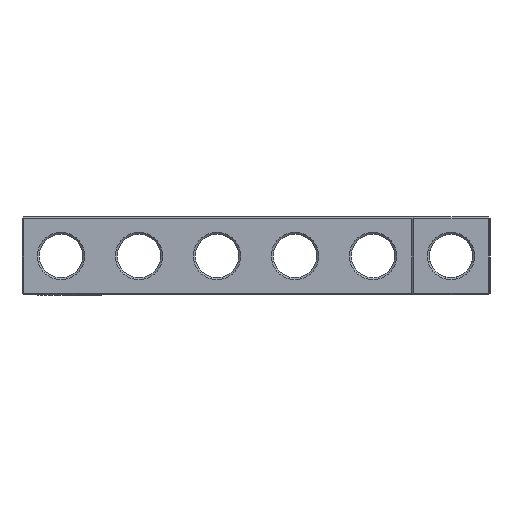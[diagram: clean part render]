
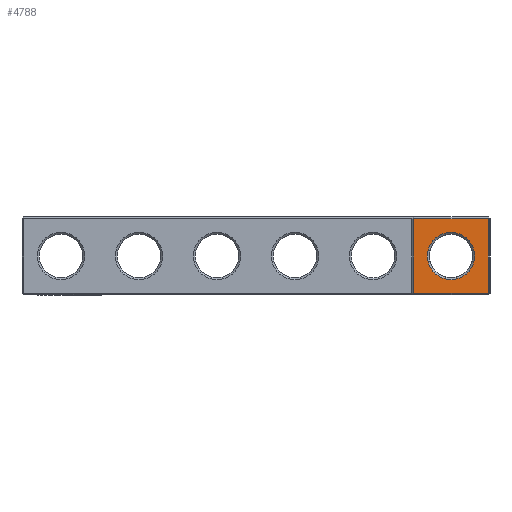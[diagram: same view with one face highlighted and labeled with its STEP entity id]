
A CAD part, left-side view. The second image highlights one B-rep face of the part: STEP entity #4788.
In plain terms, the highlighted planar face has unit normal (-1, 0, 0).
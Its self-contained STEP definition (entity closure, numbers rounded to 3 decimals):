
#361 = PLANE('',#362);
#362 = AXIS2_PLACEMENT_3D('',#363,#364,#365);
#363 = CARTESIAN_POINT('',(-106.1,6.1,0.));
#364 = DIRECTION('',(0.707,-0.707,0.)
  );
#365 = DIRECTION('',(0.,0.,-1.));
#1272 = VERTEX_POINT('',#1273);
#1273 = CARTESIAN_POINT('',(-106.25,5.95,0.3));
#1294 = EDGE_CURVE('',#1272,#1295,#1297,.T.);
#1295 = VERTEX_POINT('',#1296);
#1296 = CARTESIAN_POINT('',(-106.25,5.95,12.2));
#1297 = SURFACE_CURVE('',#1298,(#1302,#1309),.PCURVE_S1.);
#1298 = LINE('',#1299,#1300);
#1299 = CARTESIAN_POINT('',(-106.25,5.95,0.));
#1300 = VECTOR('',#1301,1.);
#1301 = DIRECTION('',(0.,0.,1.));
#1302 = PCURVE('',#361,#1303);
#1303 = DEFINITIONAL_REPRESENTATION('',(#1304),#1308);
#1304 = LINE('',#1305,#1306);
#1305 = CARTESIAN_POINT('',(0.,-0.212));
#1306 = VECTOR('',#1307,1.);
#1307 = DIRECTION('',(-1.,0.));
#1308 = ( GEOMETRIC_REPRESENTATION_CONTEXT(2) 
PARAMETRIC_REPRESENTATION_CONTEXT() REPRESENTATION_CONTEXT('2D SPACE',''
  ) );
#1309 = PCURVE('',#1310,#1315);
#1310 = PLANE('',#1311);
#1311 = AXIS2_PLACEMENT_3D('',#1312,#1313,#1314);
#1312 = CARTESIAN_POINT('',(-106.25,6.25,0.));
#1313 = DIRECTION('',(1.,0.,0.));
#1314 = DIRECTION('',(0.,-1.,0.));
#1315 = DEFINITIONAL_REPRESENTATION('',(#1316),#1320);
#1316 = LINE('',#1317,#1318);
#1317 = CARTESIAN_POINT('',(0.3,0.));
#1318 = VECTOR('',#1319,1.);
#1319 = DIRECTION('',(0.,-1.));
#1320 = ( GEOMETRIC_REPRESENTATION_CONTEXT(2) 
PARAMETRIC_REPRESENTATION_CONTEXT() REPRESENTATION_CONTEXT('2D SPACE',''
  ) );
#1831 = PLANE('',#1832);
#1832 = AXIS2_PLACEMENT_3D('',#1833,#1834,#1835);
#1833 = CARTESIAN_POINT('',(-106.1,6.25,0.15));
#1834 = DIRECTION('',(0.707,0.,0.707)
  );
#1835 = DIRECTION('',(0.,-1.,0.));
#2738 = PLANE('',#2739);
#2739 = AXIS2_PLACEMENT_3D('',#2740,#2741,#2742);
#2740 = CARTESIAN_POINT('',(-106.1,6.25,12.35));
#2741 = DIRECTION('',(-0.707,0.,0.707
    ));
#2742 = DIRECTION('',(0.,-1.,0.));
#4788 = ADVANCED_FACE('',(#4789,#4864),#1310,.F.);
#4789 = FACE_BOUND('',#4790,.F.);
#4790 = EDGE_LOOP('',(#4791,#4821,#4842,#4843));
#4791 = ORIENTED_EDGE('',*,*,#4792,.F.);
#4792 = EDGE_CURVE('',#4793,#4795,#4797,.T.);
#4793 = VERTEX_POINT('',#4794);
#4794 = CARTESIAN_POINT('',(-106.25,-5.95,0.3));
#4795 = VERTEX_POINT('',#4796);
#4796 = CARTESIAN_POINT('',(-106.25,-5.95,12.2));
#4797 = SURFACE_CURVE('',#4798,(#4802,#4809),.PCURVE_S1.);
#4798 = LINE('',#4799,#4800);
#4799 = CARTESIAN_POINT('',(-106.25,-5.95,0.));
#4800 = VECTOR('',#4801,1.);
#4801 = DIRECTION('',(0.,0.,1.));
#4802 = PCURVE('',#1310,#4803);
#4803 = DEFINITIONAL_REPRESENTATION('',(#4804),#4808);
#4804 = LINE('',#4805,#4806);
#4805 = CARTESIAN_POINT('',(12.2,0.));
#4806 = VECTOR('',#4807,1.);
#4807 = DIRECTION('',(0.,-1.));
#4808 = ( GEOMETRIC_REPRESENTATION_CONTEXT(2) 
PARAMETRIC_REPRESENTATION_CONTEXT() REPRESENTATION_CONTEXT('2D SPACE',''
  ) );
#4809 = PCURVE('',#4810,#4815);
#4810 = PLANE('',#4811);
#4811 = AXIS2_PLACEMENT_3D('',#4812,#4813,#4814);
#4812 = CARTESIAN_POINT('',(-106.1,-6.1,0.));
#4813 = DIRECTION('',(-0.707,-0.707,0.
    ));
#4814 = DIRECTION('',(0.,0.,1.));
#4815 = DEFINITIONAL_REPRESENTATION('',(#4816),#4820);
#4816 = LINE('',#4817,#4818);
#4817 = CARTESIAN_POINT('',(0.,0.212));
#4818 = VECTOR('',#4819,1.);
#4819 = DIRECTION('',(1.,0.));
#4820 = ( GEOMETRIC_REPRESENTATION_CONTEXT(2) 
PARAMETRIC_REPRESENTATION_CONTEXT() REPRESENTATION_CONTEXT('2D SPACE',''
  ) );
#4821 = ORIENTED_EDGE('',*,*,#4822,.F.);
#4822 = EDGE_CURVE('',#1272,#4793,#4823,.T.);
#4823 = SURFACE_CURVE('',#4824,(#4828,#4835),.PCURVE_S1.);
#4824 = LINE('',#4825,#4826);
#4825 = CARTESIAN_POINT('',(-106.25,6.25,0.3));
#4826 = VECTOR('',#4827,1.);
#4827 = DIRECTION('',(0.,-1.,0.));
#4828 = PCURVE('',#1310,#4829);
#4829 = DEFINITIONAL_REPRESENTATION('',(#4830),#4834);
#4830 = LINE('',#4831,#4832);
#4831 = CARTESIAN_POINT('',(0.,-0.3));
#4832 = VECTOR('',#4833,1.);
#4833 = DIRECTION('',(1.,0.));
#4834 = ( GEOMETRIC_REPRESENTATION_CONTEXT(2) 
PARAMETRIC_REPRESENTATION_CONTEXT() REPRESENTATION_CONTEXT('2D SPACE',''
  ) );
#4835 = PCURVE('',#1831,#4836);
#4836 = DEFINITIONAL_REPRESENTATION('',(#4837),#4841);
#4837 = LINE('',#4838,#4839);
#4838 = CARTESIAN_POINT('',(0.,-0.212));
#4839 = VECTOR('',#4840,1.);
#4840 = DIRECTION('',(1.,0.));
#4841 = ( GEOMETRIC_REPRESENTATION_CONTEXT(2) 
PARAMETRIC_REPRESENTATION_CONTEXT() REPRESENTATION_CONTEXT('2D SPACE',''
  ) );
#4842 = ORIENTED_EDGE('',*,*,#1294,.T.);
#4843 = ORIENTED_EDGE('',*,*,#4844,.T.);
#4844 = EDGE_CURVE('',#1295,#4795,#4845,.T.);
#4845 = SURFACE_CURVE('',#4846,(#4850,#4857),.PCURVE_S1.);
#4846 = LINE('',#4847,#4848);
#4847 = CARTESIAN_POINT('',(-106.25,6.25,12.2));
#4848 = VECTOR('',#4849,1.);
#4849 = DIRECTION('',(0.,-1.,0.));
#4850 = PCURVE('',#1310,#4851);
#4851 = DEFINITIONAL_REPRESENTATION('',(#4852),#4856);
#4852 = LINE('',#4853,#4854);
#4853 = CARTESIAN_POINT('',(0.,-12.2));
#4854 = VECTOR('',#4855,1.);
#4855 = DIRECTION('',(1.,0.));
#4856 = ( GEOMETRIC_REPRESENTATION_CONTEXT(2) 
PARAMETRIC_REPRESENTATION_CONTEXT() REPRESENTATION_CONTEXT('2D SPACE',''
  ) );
#4857 = PCURVE('',#2738,#4858);
#4858 = DEFINITIONAL_REPRESENTATION('',(#4859),#4863);
#4859 = LINE('',#4860,#4861);
#4860 = CARTESIAN_POINT('',(0.,-0.212));
#4861 = VECTOR('',#4862,1.);
#4862 = DIRECTION('',(1.,0.));
#4863 = ( GEOMETRIC_REPRESENTATION_CONTEXT(2) 
PARAMETRIC_REPRESENTATION_CONTEXT() REPRESENTATION_CONTEXT('2D SPACE',''
  ) );
#4864 = FACE_BOUND('',#4865,.F.);
#4865 = EDGE_LOOP('',(#4866));
#4866 = ORIENTED_EDGE('',*,*,#4867,.T.);
#4867 = EDGE_CURVE('',#4868,#4868,#4870,.T.);
#4868 = VERTEX_POINT('',#4869);
#4869 = CARTESIAN_POINT('',(-106.25,0.,10.04));
#4870 = SURFACE_CURVE('',#4871,(#4876,#4887),.PCURVE_S1.);
#4871 = CIRCLE('',#4872,3.79);
#4872 = AXIS2_PLACEMENT_3D('',#4873,#4874,#4875);
#4873 = CARTESIAN_POINT('',(-106.25,0.,6.25));
#4874 = DIRECTION('',(-1.,0.,0.));
#4875 = DIRECTION('',(0.,0.,1.));
#4876 = PCURVE('',#1310,#4877);
#4877 = DEFINITIONAL_REPRESENTATION('',(#4878),#4886);
#4878 = ( BOUNDED_CURVE() B_SPLINE_CURVE(2,(#4879,#4880,#4881,#4882,
#4883,#4884,#4885),.UNSPECIFIED.,.T.,.F.) B_SPLINE_CURVE_WITH_KNOTS((1,2
    ,2,2,2,1),(-2.094,0.,2.094,4.189,
6.283,8.378),.UNSPECIFIED.) CURVE() 
GEOMETRIC_REPRESENTATION_ITEM() RATIONAL_B_SPLINE_CURVE((1.,0.5,1.,0.5,
1.,0.5,1.)) REPRESENTATION_ITEM('') );
#4879 = CARTESIAN_POINT('',(6.25,-10.04));
#4880 = CARTESIAN_POINT('',(-0.314,-10.04));
#4881 = CARTESIAN_POINT('',(2.968,-4.355));
#4882 = CARTESIAN_POINT('',(6.25,1.33));
#4883 = CARTESIAN_POINT('',(9.532,-4.355));
#4884 = CARTESIAN_POINT('',(12.814,-10.04));
#4885 = CARTESIAN_POINT('',(6.25,-10.04));
#4886 = ( GEOMETRIC_REPRESENTATION_CONTEXT(2) 
PARAMETRIC_REPRESENTATION_CONTEXT() REPRESENTATION_CONTEXT('2D SPACE',''
  ) );
#4887 = PCURVE('',#4888,#4893);
#4888 = CONICAL_SURFACE('',#4889,3.49,0.785);
#4889 = AXIS2_PLACEMENT_3D('',#4890,#4891,#4892);
#4890 = CARTESIAN_POINT('',(-105.95,0.,6.25));
#4891 = DIRECTION('',(-1.,-0.,0.));
#4892 = DIRECTION('',(0.,0.,1.));
#4893 = DEFINITIONAL_REPRESENTATION('',(#4894),#4898);
#4894 = LINE('',#4895,#4896);
#4895 = CARTESIAN_POINT('',(0.,0.3));
#4896 = VECTOR('',#4897,1.);
#4897 = DIRECTION('',(1.,0.));
#4898 = ( GEOMETRIC_REPRESENTATION_CONTEXT(2) 
PARAMETRIC_REPRESENTATION_CONTEXT() REPRESENTATION_CONTEXT('2D SPACE',''
  ) );
